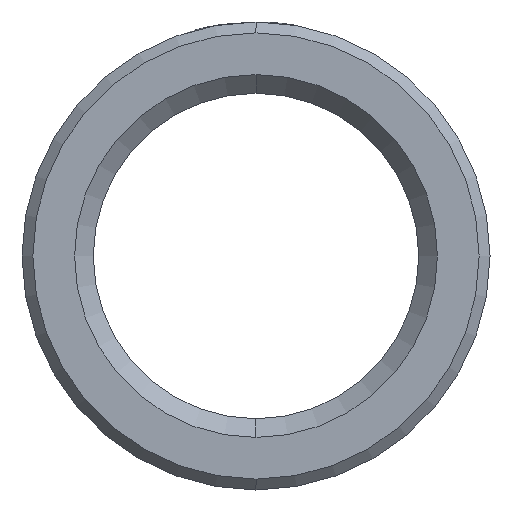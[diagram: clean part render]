
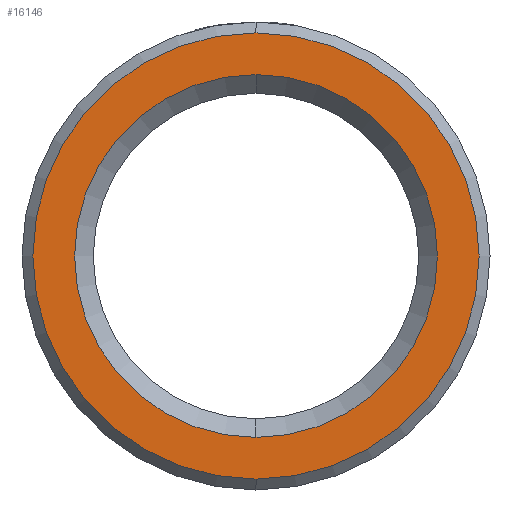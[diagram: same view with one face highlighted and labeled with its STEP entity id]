
A CAD part, left-side view. The second image highlights one B-rep face of the part: STEP entity #16146.
In plain terms, the highlighted planar face has unit normal (-1, 0, 0).
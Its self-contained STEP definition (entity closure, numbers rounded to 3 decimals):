
#617 = CARTESIAN_POINT ( 'NONE',  ( 0., 0., 0. ) ) ;
#848 = VERTEX_POINT ( 'NONE', #3904 ) ;
#1051 = PLANE ( 'NONE',  #9656 ) ;
#1157 = CIRCLE ( 'NONE', #10797, 8.335 ) ;
#1518 = EDGE_LOOP ( 'NONE', ( #17773, #8056 ) ) ;
#1771 = FACE_OUTER_BOUND ( 'NONE', #12638, .T. ) ;
#2175 = AXIS2_PLACEMENT_3D ( 'NONE', #14265, #16994, #4666 ) ;
#2381 = ORIENTED_EDGE ( 'NONE', *, *, #5293, .T. ) ;
#2592 = CIRCLE ( 'NONE', #2175, 10.25 ) ;
#2665 = CIRCLE ( 'NONE', #12176, 10.25 ) ;
#3904 = CARTESIAN_POINT ( 'NONE',  ( 0., 0., 8.335 ) ) ;
#4274 = EDGE_CURVE ( 'NONE', #848, #10988, #1157, .T. ) ;
#4666 = DIRECTION ( 'NONE',  ( 0., 0., -1. ) ) ;
#4806 = DIRECTION ( 'NONE',  ( 1., 0., 0. ) ) ;
#5253 = VERTEX_POINT ( 'NONE', #14804 ) ;
#5293 = EDGE_CURVE ( 'NONE', #8384, #5253, #2665, .T. ) ;
#6120 = DIRECTION ( 'NONE',  ( 0., 0., -1. ) ) ;
#6178 = DIRECTION ( 'NONE',  ( -1., 0., 0. ) ) ;
#6721 = DIRECTION ( 'NONE',  ( 1., 0., 0. ) ) ;
#7218 = EDGE_CURVE ( 'NONE', #5253, #8384, #2592, .T. ) ;
#8056 = ORIENTED_EDGE ( 'NONE', *, *, #14626, .T. ) ;
#8384 = VERTEX_POINT ( 'NONE', #8925 ) ;
#8925 = CARTESIAN_POINT ( 'NONE',  ( 0., 0., -10.25 ) ) ;
#9134 = CARTESIAN_POINT ( 'NONE',  ( 0., 0., 0. ) ) ;
#9434 = DIRECTION ( 'NONE',  ( 1., 0., 0. ) ) ;
#9557 = DIRECTION ( 'NONE',  ( 0., 0., -1. ) ) ;
#9656 = AXIS2_PLACEMENT_3D ( 'NONE', #10705, #6721, #17560 ) ;
#9793 = CARTESIAN_POINT ( 'NONE',  ( 0., 0., -8.335 ) ) ;
#10243 = CIRCLE ( 'NONE', #12991, 8.335 ) ;
#10705 = CARTESIAN_POINT ( 'NONE',  ( 0., 0., 0. ) ) ;
#10797 = AXIS2_PLACEMENT_3D ( 'NONE', #12127, #9434, #9557 ) ;
#10822 = DIRECTION ( 'NONE',  ( 0., 0., -1. ) ) ;
#10988 = VERTEX_POINT ( 'NONE', #9793 ) ;
#12127 = CARTESIAN_POINT ( 'NONE',  ( 0., 0., 0. ) ) ;
#12176 = AXIS2_PLACEMENT_3D ( 'NONE', #617, #6178, #6120 ) ;
#12638 = EDGE_LOOP ( 'NONE', ( #2381, #17953 ) ) ;
#12991 = AXIS2_PLACEMENT_3D ( 'NONE', #9134, #4806, #10822 ) ;
#14265 = CARTESIAN_POINT ( 'NONE',  ( 0., 0., 0. ) ) ;
#14626 = EDGE_CURVE ( 'NONE', #10988, #848, #10243, .T. ) ;
#14713 = FACE_BOUND ( 'NONE', #1518, .T. ) ;
#14804 = CARTESIAN_POINT ( 'NONE',  ( 0., 0., 10.25 ) ) ;
#16146 = ADVANCED_FACE ( 'NONE', ( #1771, #14713 ), #1051, .F. ) ;
#16994 = DIRECTION ( 'NONE',  ( -1., 0., 0. ) ) ;
#17560 = DIRECTION ( 'NONE',  ( 0., 0., -1. ) ) ;
#17773 = ORIENTED_EDGE ( 'NONE', *, *, #4274, .T. ) ;
#17953 = ORIENTED_EDGE ( 'NONE', *, *, #7218, .T. ) ;
